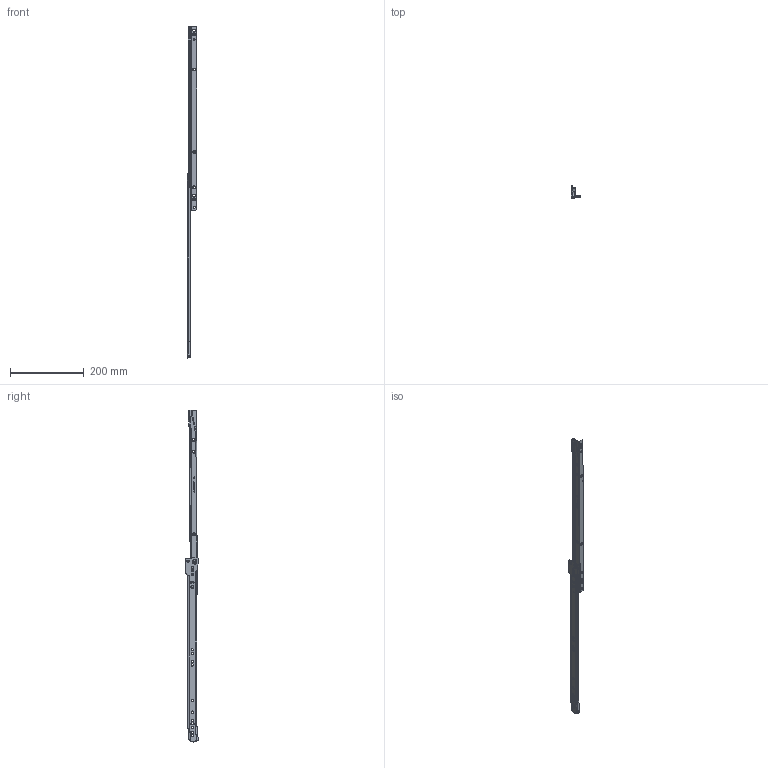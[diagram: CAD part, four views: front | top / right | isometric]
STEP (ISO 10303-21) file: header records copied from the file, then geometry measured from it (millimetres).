
FILE_DESCRIPTION (( 'STEP AP214' ), '1' );
FILE_NAME ('FR_2021.0500mm_20inch_open_left.STEP', '2022-11-15T07:52:47', ( '' ), ( '' ), 'SwSTEP 2.0', 'SolidWorks 2020', '' );
FILE_SCHEMA (( 'AUTOMOTIVE_DESIGN' ));
Length unit declared in the file: millimetre
Products named in the file (5): 2021.XXX-01.W013.li_NL 500 Topf Standard; FR_2021.0500mm_20inch_open_left; 2021.XXX-01.W013.li_NL 500; 2021.XXX-03.W152_NL 500 li ge; 2021.XXX-03.W152.li_NL 500
Assembly tree (4 placements, depth 3):
  FR_2021.0500mm_20inch_open_left
    2021.XXX-01.W013.li_NL 500
      2021.XXX-01.W013.li_NL 500 Topf Standard
    2021.XXX-03.W152.li_NL 500
      2021.XXX-03.W152_NL 500 li ge
Bounding box: 25.5 x 36.4 x 900.8 mm (x, y, z)
Volume: 49710.3 mm3; surface area: 81019.8 mm2
Topology: 2 solids, 2 shells, 915 faces, 2186 edges, 1390 vertices
Faces by surface type: cylinder 422, plane 367, cone 56, bspline 45, torus 19, sphere 6
Entity records: 30280 total; most frequent: CARTESIAN_POINT 6986, DIRECTION 4712, ORIENTED_EDGE 4370, EDGE_CURVE 2185, AXIS2_PLACEMENT_3D 1780, VERTEX_POINT 1390, LINE 1152, VECTOR 1152
